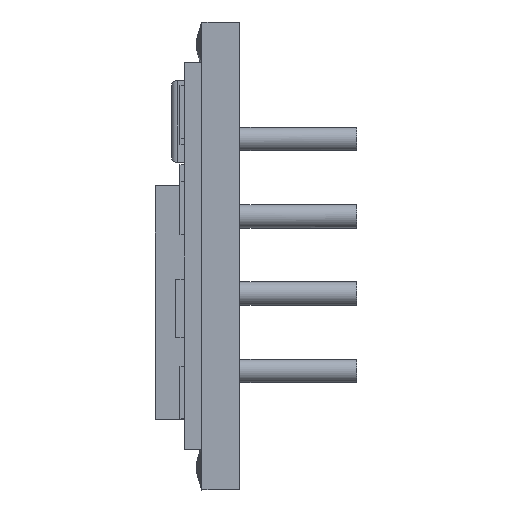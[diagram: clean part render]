
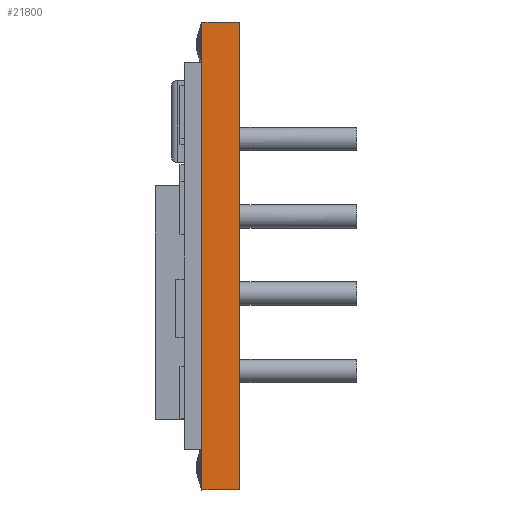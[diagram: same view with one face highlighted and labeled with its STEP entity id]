
A CAD part, left-side view. The second image highlights one B-rep face of the part: STEP entity #21800.
In plain terms, the highlighted planar face has unit normal (-1, 0, 0).
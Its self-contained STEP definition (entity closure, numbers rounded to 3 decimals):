
#29 = DIRECTION ( 'NONE',  ( 0., -1., 0. ) ) ;
#202 = DIRECTION ( 'NONE',  ( 1., 0., 0. ) ) ;
#2159 = VECTOR ( 'NONE', #22816, 1000. ) ;
#2875 = VECTOR ( 'NONE', #32643, 1000. ) ;
#3806 = EDGE_CURVE ( 'NONE', #17202, #18260, #10241, .T. ) ;
#5579 = PLANE ( 'NONE',  #10869 ) ;
#5683 = EDGE_CURVE ( 'NONE', #17202, #8013, #28458, .T. ) ;
#5869 = ORIENTED_EDGE ( 'NONE', *, *, #3806, .F. ) ;
#6453 = CARTESIAN_POINT ( 'NONE',  ( -18.5, 1.3, -8. ) ) ;
#6888 = VECTOR ( 'NONE', #29, 1000. ) ;
#7771 = LINE ( 'NONE', #21856, #6888 ) ;
#8013 = VERTEX_POINT ( 'NONE', #8698 ) ;
#8698 = CARTESIAN_POINT ( 'NONE',  ( -18.5, 0.01, -8. ) ) ;
#9320 = CARTESIAN_POINT ( 'NONE',  ( -18.5, 0.01, 8. ) ) ;
#10241 = LINE ( 'NONE', #6453, #2159 ) ;
#10869 = AXIS2_PLACEMENT_3D ( 'NONE', #16576, #202, #19309 ) ;
#12765 = CARTESIAN_POINT ( 'NONE',  ( -18.5, 0.01, 8. ) ) ;
#13527 = CARTESIAN_POINT ( 'NONE',  ( -18.5, 1.3, -8. ) ) ;
#14829 = DIRECTION ( 'NONE',  ( 0., 0., -1. ) ) ;
#16359 = EDGE_CURVE ( 'NONE', #18260, #23590, #7771, .T. ) ;
#16576 = CARTESIAN_POINT ( 'NONE',  ( -18.5, 1.3, -8. ) ) ;
#16941 = LINE ( 'NONE', #9320, #24155 ) ;
#17202 = VERTEX_POINT ( 'NONE', #31485 ) ;
#18260 = VERTEX_POINT ( 'NONE', #24631 ) ;
#19309 = DIRECTION ( 'NONE',  ( 0., 0., -1. ) ) ;
#20815 = ORIENTED_EDGE ( 'NONE', *, *, #5683, .T. ) ;
#21272 = ORIENTED_EDGE ( 'NONE', *, *, #32531, .F. ) ;
#21472 = EDGE_LOOP ( 'NONE', ( #21272, #25803, #5869, #20815 ) ) ;
#21800 = ADVANCED_FACE ( 'NONE', ( #22011 ), #5579, .F. ) ;
#21856 = CARTESIAN_POINT ( 'NONE',  ( -18.5, 1.3, 8. ) ) ;
#22011 = FACE_OUTER_BOUND ( 'NONE', #21472, .T. ) ;
#22816 = DIRECTION ( 'NONE',  ( 0., 0., 1. ) ) ;
#23590 = VERTEX_POINT ( 'NONE', #12765 ) ;
#24155 = VECTOR ( 'NONE', #14829, 1000. ) ;
#24631 = CARTESIAN_POINT ( 'NONE',  ( -18.5, 1.3, 8. ) ) ;
#25803 = ORIENTED_EDGE ( 'NONE', *, *, #16359, .F. ) ;
#28458 = LINE ( 'NONE', #13527, #2875 ) ;
#31485 = CARTESIAN_POINT ( 'NONE',  ( -18.5, 1.3, -8. ) ) ;
#32531 = EDGE_CURVE ( 'NONE', #23590, #8013, #16941, .T. ) ;
#32643 = DIRECTION ( 'NONE',  ( 0., -1., 0. ) ) ;
